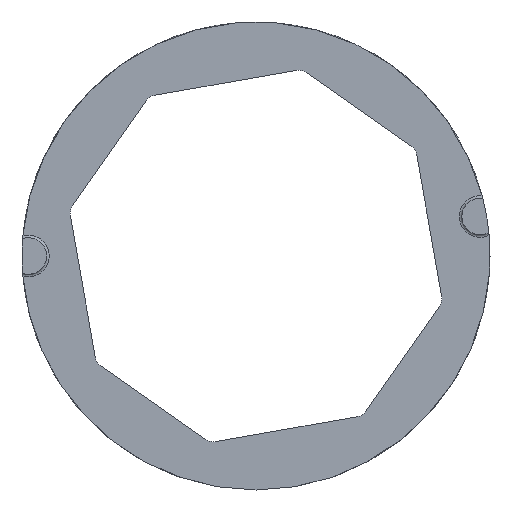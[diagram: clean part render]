
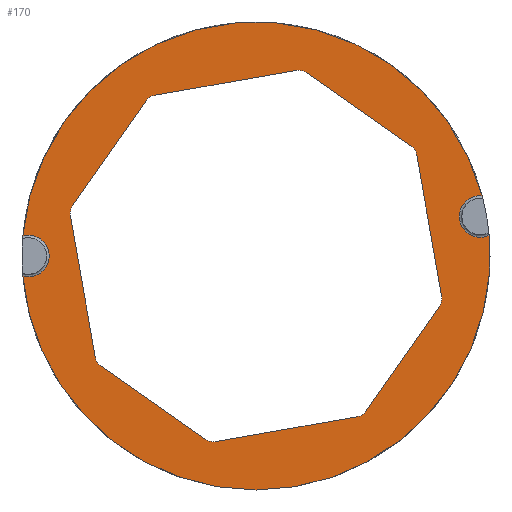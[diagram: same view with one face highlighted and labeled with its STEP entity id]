
A CAD part, front view. The second image highlights one B-rep face of the part: STEP entity #170.
In plain terms, the highlighted planar face has unit normal (0, -1, 0).
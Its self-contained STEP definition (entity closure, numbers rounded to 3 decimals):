
#83=LINE('',#861,#121);
#87=LINE('',#870,#125);
#91=LINE('',#879,#129);
#95=LINE('',#888,#133);
#103=LINE('',#918,#141);
#104=LINE('',#924,#142);
#105=LINE('',#929,#143);
#106=LINE('',#934,#144);
#121=VECTOR('',#662,1.);
#125=VECTOR('',#668,1.);
#129=VECTOR('',#674,1.);
#133=VECTOR('',#680,1.);
#141=VECTOR('',#708,1.);
#142=VECTOR('',#713,1.);
#143=VECTOR('',#718,1.);
#144=VECTOR('',#723,1.);
#170=ADVANCED_FACE('',(#213,#214),#199,.T.);
#199=PLANE('',#611);
#213=FACE_BOUND('',#227,.T.);
#214=FACE_BOUND('',#228,.T.);
#227=EDGE_LOOP('',(#295,#296,#297,#298,#299,#300,#301,#302,#303,#304,#305,
#306,#307,#308,#309,#310));
#228=EDGE_LOOP('',(#311,#312,#313,#314));
#295=ORIENTED_EDGE('',*,*,#495,.F.);
#296=ORIENTED_EDGE('',*,*,#496,.T.);
#297=ORIENTED_EDGE('',*,*,#467,.T.);
#298=ORIENTED_EDGE('',*,*,#497,.T.);
#299=ORIENTED_EDGE('',*,*,#498,.F.);
#300=ORIENTED_EDGE('',*,*,#499,.T.);
#301=ORIENTED_EDGE('',*,*,#475,.T.);
#302=ORIENTED_EDGE('',*,*,#500,.T.);
#303=ORIENTED_EDGE('',*,*,#501,.F.);
#304=ORIENTED_EDGE('',*,*,#502,.T.);
#305=ORIENTED_EDGE('',*,*,#479,.T.);
#306=ORIENTED_EDGE('',*,*,#503,.T.);
#307=ORIENTED_EDGE('',*,*,#504,.F.);
#308=ORIENTED_EDGE('',*,*,#505,.T.);
#309=ORIENTED_EDGE('',*,*,#471,.T.);
#310=ORIENTED_EDGE('',*,*,#506,.T.);
#311=ORIENTED_EDGE('',*,*,#507,.F.);
#312=ORIENTED_EDGE('',*,*,#508,.T.);
#313=ORIENTED_EDGE('',*,*,#509,.F.);
#314=ORIENTED_EDGE('',*,*,#510,.T.);
#414=VERTEX_POINT('',#862);
#415=VERTEX_POINT('',#863);
#418=VERTEX_POINT('',#871);
#419=VERTEX_POINT('',#872);
#422=VERTEX_POINT('',#880);
#423=VERTEX_POINT('',#881);
#426=VERTEX_POINT('',#889);
#427=VERTEX_POINT('',#890);
#438=VERTEX_POINT('',#919);
#439=VERTEX_POINT('',#920);
#440=VERTEX_POINT('',#923);
#441=VERTEX_POINT('',#925);
#442=VERTEX_POINT('',#928);
#443=VERTEX_POINT('',#930);
#444=VERTEX_POINT('',#933);
#445=VERTEX_POINT('',#935);
#446=VERTEX_POINT('',#939);
#447=VERTEX_POINT('',#940);
#448=VERTEX_POINT('',#942);
#449=VERTEX_POINT('',#944);
#467=EDGE_CURVE('',#414,#415,#83,.T.);
#471=EDGE_CURVE('',#418,#419,#87,.T.);
#475=EDGE_CURVE('',#422,#423,#91,.T.);
#479=EDGE_CURVE('',#426,#427,#95,.T.);
#495=EDGE_CURVE('',#438,#439,#103,.T.);
#496=EDGE_CURVE('',#438,#414,#548,.T.);
#497=EDGE_CURVE('',#415,#440,#549,.T.);
#498=EDGE_CURVE('',#441,#440,#104,.T.);
#499=EDGE_CURVE('',#441,#422,#550,.T.);
#500=EDGE_CURVE('',#423,#442,#551,.T.);
#501=EDGE_CURVE('',#443,#442,#105,.T.);
#502=EDGE_CURVE('',#443,#426,#552,.T.);
#503=EDGE_CURVE('',#427,#444,#553,.T.);
#504=EDGE_CURVE('',#445,#444,#106,.T.);
#505=EDGE_CURVE('',#445,#418,#554,.T.);
#506=EDGE_CURVE('',#419,#439,#555,.T.);
#507=EDGE_CURVE('',#446,#447,#556,.T.);
#508=EDGE_CURVE('',#446,#448,#557,.T.);
#509=EDGE_CURVE('',#449,#448,#558,.T.);
#510=EDGE_CURVE('',#449,#447,#559,.T.);
#548=CIRCLE('',#599,0.5);
#549=CIRCLE('',#600,0.5);
#550=CIRCLE('',#601,0.5);
#551=CIRCLE('',#602,0.5);
#552=CIRCLE('',#603,0.5);
#553=CIRCLE('',#604,0.5);
#554=CIRCLE('',#605,0.5);
#555=CIRCLE('',#606,0.5);
#556=CIRCLE('',#607,9.25);
#557=CIRCLE('',#608,0.825);
#558=CIRCLE('',#609,9.25);
#559=CIRCLE('',#610,0.825);
#599=AXIS2_PLACEMENT_3D('',#921,#709,#710);
#600=AXIS2_PLACEMENT_3D('',#922,#711,#712);
#601=AXIS2_PLACEMENT_3D('',#926,#714,#715);
#602=AXIS2_PLACEMENT_3D('',#927,#716,#717);
#603=AXIS2_PLACEMENT_3D('',#931,#719,#720);
#604=AXIS2_PLACEMENT_3D('',#932,#721,#722);
#605=AXIS2_PLACEMENT_3D('',#936,#724,#725);
#606=AXIS2_PLACEMENT_3D('',#937,#726,#727);
#607=AXIS2_PLACEMENT_3D('',#938,#728,#729);
#608=AXIS2_PLACEMENT_3D('',#941,#730,#731);
#609=AXIS2_PLACEMENT_3D('',#943,#732,#733);
#610=AXIS2_PLACEMENT_3D('',#945,#734,#735);
#611=AXIS2_PLACEMENT_3D('',#946,#736,#737);
#662=DIRECTION('',(0.819,0.,-0.574));
#668=DIRECTION('',(0.574,0.,0.819));
#674=DIRECTION('',(-0.574,0.,-0.819));
#680=DIRECTION('',(-0.819,0.,0.574));
#708=DIRECTION('',(-0.985,0.,-0.173));
#709=DIRECTION('',(0.,1.,0.));
#710=DIRECTION('',(0.,0.,-1.));
#711=DIRECTION('',(0.,1.,0.));
#712=DIRECTION('',(0.,0.,-1.));
#713=DIRECTION('',(-0.173,0.,0.985));
#714=DIRECTION('',(0.,1.,0.));
#715=DIRECTION('',(0.,0.,-1.));
#716=DIRECTION('',(0.,1.,0.));
#717=DIRECTION('',(0.,0.,-1.));
#718=DIRECTION('',(0.985,0.,0.173));
#719=DIRECTION('',(0.,1.,0.));
#720=DIRECTION('',(0.,0.,-1.));
#721=DIRECTION('',(0.,1.,0.));
#722=DIRECTION('',(0.,0.,-1.));
#723=DIRECTION('',(0.173,0.,-0.985));
#724=DIRECTION('',(0.,1.,0.));
#725=DIRECTION('',(0.,0.,-1.));
#726=DIRECTION('',(0.,1.,0.));
#727=DIRECTION('',(0.,0.,-1.));
#728=DIRECTION('',(0.,1.,0.));
#729=DIRECTION('',(0.,0.,1.));
#730=DIRECTION('',(0.,1.,0.));
#731=DIRECTION('',(0.,0.,-1.));
#732=DIRECTION('',(0.,1.,0.));
#733=DIRECTION('',(0.,0.,1.));
#734=DIRECTION('',(0.,1.,0.));
#735=DIRECTION('',(0.,0.,-1.));
#736=DIRECTION('',(0.,-1.,0.));
#737=DIRECTION('',(0.,0.,-1.));
#861=CARTESIAN_POINT('',(1.834,0.,7.356));
#862=CARTESIAN_POINT('',(1.978,0.,7.254));
#863=CARTESIAN_POINT('',(6.148,0.,4.329));
#870=CARTESIAN_POINT('',(-7.356,0.,1.834));
#871=CARTESIAN_POINT('',(-7.254,0.,1.978));
#872=CARTESIAN_POINT('',(-4.329,0.,6.148));
#879=CARTESIAN_POINT('',(7.356,0.,-1.834));
#880=CARTESIAN_POINT('',(7.254,0.,-1.978));
#881=CARTESIAN_POINT('',(4.329,0.,-6.148));
#888=CARTESIAN_POINT('',(-1.834,0.,-7.356));
#889=CARTESIAN_POINT('',(-1.978,0.,-7.254));
#890=CARTESIAN_POINT('',(-6.148,0.,-4.329));
#918=CARTESIAN_POINT('',(1.809,0.,7.373));
#919=CARTESIAN_POINT('',(1.605,0.,7.338));
#920=CARTESIAN_POINT('',(-4.006,0.,6.353));
#921=CARTESIAN_POINT('',(1.691,0.,6.845));
#922=CARTESIAN_POINT('',(5.861,0.,3.92));
#923=CARTESIAN_POINT('',(6.353,0.,4.006));
#924=CARTESIAN_POINT('',(7.373,0.,-1.809));
#925=CARTESIAN_POINT('',(7.338,0.,-1.605));
#926=CARTESIAN_POINT('',(6.845,0.,-1.691));
#927=CARTESIAN_POINT('',(3.92,0.,-5.861));
#928=CARTESIAN_POINT('',(4.006,0.,-6.353));
#929=CARTESIAN_POINT('',(-1.809,0.,-7.373));
#930=CARTESIAN_POINT('',(-1.605,0.,-7.338));
#931=CARTESIAN_POINT('',(-1.691,0.,-6.845));
#932=CARTESIAN_POINT('',(-5.861,0.,-3.92));
#933=CARTESIAN_POINT('',(-6.353,0.,-4.006));
#934=CARTESIAN_POINT('',(-7.373,0.,1.809));
#935=CARTESIAN_POINT('',(-7.338,0.,1.605));
#936=CARTESIAN_POINT('',(-6.845,0.,1.691));
#937=CARTESIAN_POINT('',(-3.92,0.,5.861));
#938=CARTESIAN_POINT('',(0.,0.,0.));
#939=CARTESIAN_POINT('',(-9.216,0.,0.796));
#940=CARTESIAN_POINT('',(8.937,0.,2.384));
#941=CARTESIAN_POINT('',(-9.,0.,0.));
#942=CARTESIAN_POINT('',(-9.216,0.,-0.796));
#943=CARTESIAN_POINT('',(0.,0.,0.));
#944=CARTESIAN_POINT('',(9.214,0.,0.816));
#945=CARTESIAN_POINT('',(8.863,0.,1.563));
#946=CARTESIAN_POINT('',(0.,0.,0.));
